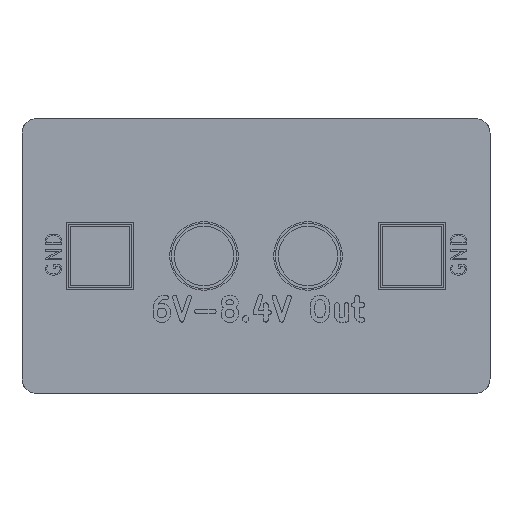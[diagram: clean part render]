
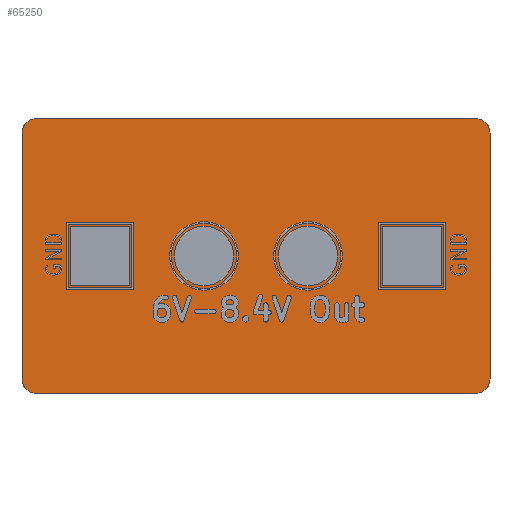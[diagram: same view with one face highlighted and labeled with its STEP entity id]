
A CAD part, top view. The second image highlights one B-rep face of the part: STEP entity #65250.
In plain terms, the highlighted planar face has unit normal (0, 0, 1).
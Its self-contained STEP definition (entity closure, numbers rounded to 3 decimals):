
#65250 = ADVANCED_FACE('',(#65251,#65385,#65419,#65453,#65464),#65475,
  .T.);
#65251 = FACE_BOUND('',#65252,.F.);
#65252 = EDGE_LOOP('',(#65253,#65264,#65272,#65280,#65288,#65297,#65305,
    #65313,#65321,#65330,#65338,#65346,#65354,#65363,#65371,#65379));
#65253 = ORIENTED_EDGE('',*,*,#65254,.T.);
#65254 = EDGE_CURVE('',#65255,#65257,#65259,.T.);
#65255 = VERTEX_POINT('',#65256);
#65256 = CARTESIAN_POINT('',(134.252,-91.652,0.96));
#65257 = VERTEX_POINT('',#65258);
#65258 = CARTESIAN_POINT('',(135.152,-90.752,0.96));
#65259 = CIRCLE('',#65260,1.002);
#65260 = AXIS2_PLACEMENT_3D('',#65261,#65262,#65263);
#65261 = CARTESIAN_POINT('',(135.25,-91.75,0.96));
#65262 = DIRECTION('',(0.,0.,-1.));
#65263 = DIRECTION('',(-0.995,0.098,0.));
#65264 = ORIENTED_EDGE('',*,*,#65265,.T.);
#65265 = EDGE_CURVE('',#65257,#65266,#65268,.T.);
#65266 = VERTEX_POINT('',#65267);
#65267 = CARTESIAN_POINT('',(135.25,-90.75,0.96));
#65268 = LINE('',#65269,#65270);
#65269 = CARTESIAN_POINT('',(135.152,-90.752,0.96));
#65270 = VECTOR('',#65271,1.);
#65271 = DIRECTION('',(1.,0.024,0.));
#65272 = ORIENTED_EDGE('',*,*,#65273,.T.);
#65273 = EDGE_CURVE('',#65266,#65274,#65276,.T.);
#65274 = VERTEX_POINT('',#65275);
#65275 = CARTESIAN_POINT('',(164.75,-90.75,0.96));
#65276 = LINE('',#65277,#65278);
#65277 = CARTESIAN_POINT('',(135.25,-90.75,0.96));
#65278 = VECTOR('',#65279,1.);
#65279 = DIRECTION('',(1.,0.,0.));
#65280 = ORIENTED_EDGE('',*,*,#65281,.T.);
#65281 = EDGE_CURVE('',#65274,#65282,#65284,.T.);
#65282 = VERTEX_POINT('',#65283);
#65283 = CARTESIAN_POINT('',(164.848,-90.752,0.96));
#65284 = LINE('',#65285,#65286);
#65285 = CARTESIAN_POINT('',(164.75,-90.75,0.96));
#65286 = VECTOR('',#65287,1.);
#65287 = DIRECTION('',(1.,-0.024,0.));
#65288 = ORIENTED_EDGE('',*,*,#65289,.T.);
#65289 = EDGE_CURVE('',#65282,#65290,#65292,.T.);
#65290 = VERTEX_POINT('',#65291);
#65291 = CARTESIAN_POINT('',(165.748,-91.652,0.96));
#65292 = CIRCLE('',#65293,1.002);
#65293 = AXIS2_PLACEMENT_3D('',#65294,#65295,#65296);
#65294 = CARTESIAN_POINT('',(164.75,-91.75,0.96));
#65295 = DIRECTION('',(0.,0.,-1.));
#65296 = DIRECTION('',(0.098,0.995,0.));
#65297 = ORIENTED_EDGE('',*,*,#65298,.T.);
#65298 = EDGE_CURVE('',#65290,#65299,#65301,.T.);
#65299 = VERTEX_POINT('',#65300);
#65300 = CARTESIAN_POINT('',(165.75,-91.75,0.96));
#65301 = LINE('',#65302,#65303);
#65302 = CARTESIAN_POINT('',(165.748,-91.652,0.96));
#65303 = VECTOR('',#65304,1.);
#65304 = DIRECTION('',(0.024,-1.,0.));
#65305 = ORIENTED_EDGE('',*,*,#65306,.T.);
#65306 = EDGE_CURVE('',#65299,#65307,#65309,.T.);
#65307 = VERTEX_POINT('',#65308);
#65308 = CARTESIAN_POINT('',(165.75,-108.25,0.96));
#65309 = LINE('',#65310,#65311);
#65310 = CARTESIAN_POINT('',(165.75,-91.75,0.96));
#65311 = VECTOR('',#65312,1.);
#65312 = DIRECTION('',(0.,-1.,0.));
#65313 = ORIENTED_EDGE('',*,*,#65314,.T.);
#65314 = EDGE_CURVE('',#65307,#65315,#65317,.T.);
#65315 = VERTEX_POINT('',#65316);
#65316 = CARTESIAN_POINT('',(165.748,-108.348,0.96));
#65317 = LINE('',#65318,#65319);
#65318 = CARTESIAN_POINT('',(165.75,-108.25,0.96));
#65319 = VECTOR('',#65320,1.);
#65320 = DIRECTION('',(-0.024,-1.,0.));
#65321 = ORIENTED_EDGE('',*,*,#65322,.T.);
#65322 = EDGE_CURVE('',#65315,#65323,#65325,.T.);
#65323 = VERTEX_POINT('',#65324);
#65324 = CARTESIAN_POINT('',(164.848,-109.248,0.96));
#65325 = CIRCLE('',#65326,1.002);
#65326 = AXIS2_PLACEMENT_3D('',#65327,#65328,#65329);
#65327 = CARTESIAN_POINT('',(164.75,-108.25,0.96));
#65328 = DIRECTION('',(0.,0.,-1.));
#65329 = DIRECTION('',(0.995,-0.098,0.));
#65330 = ORIENTED_EDGE('',*,*,#65331,.T.);
#65331 = EDGE_CURVE('',#65323,#65332,#65334,.T.);
#65332 = VERTEX_POINT('',#65333);
#65333 = CARTESIAN_POINT('',(164.75,-109.25,0.96));
#65334 = LINE('',#65335,#65336);
#65335 = CARTESIAN_POINT('',(164.848,-109.248,0.96));
#65336 = VECTOR('',#65337,1.);
#65337 = DIRECTION('',(-1.,-0.024,0.));
#65338 = ORIENTED_EDGE('',*,*,#65339,.T.);
#65339 = EDGE_CURVE('',#65332,#65340,#65342,.T.);
#65340 = VERTEX_POINT('',#65341);
#65341 = CARTESIAN_POINT('',(135.25,-109.25,0.96));
#65342 = LINE('',#65343,#65344);
#65343 = CARTESIAN_POINT('',(164.75,-109.25,0.96));
#65344 = VECTOR('',#65345,1.);
#65345 = DIRECTION('',(-1.,0.,0.));
#65346 = ORIENTED_EDGE('',*,*,#65347,.T.);
#65347 = EDGE_CURVE('',#65340,#65348,#65350,.T.);
#65348 = VERTEX_POINT('',#65349);
#65349 = CARTESIAN_POINT('',(135.152,-109.248,0.96));
#65350 = LINE('',#65351,#65352);
#65351 = CARTESIAN_POINT('',(135.25,-109.25,0.96));
#65352 = VECTOR('',#65353,1.);
#65353 = DIRECTION('',(-1.,0.024,0.));
#65354 = ORIENTED_EDGE('',*,*,#65355,.T.);
#65355 = EDGE_CURVE('',#65348,#65356,#65358,.T.);
#65356 = VERTEX_POINT('',#65357);
#65357 = CARTESIAN_POINT('',(134.252,-108.348,0.96));
#65358 = CIRCLE('',#65359,1.002);
#65359 = AXIS2_PLACEMENT_3D('',#65360,#65361,#65362);
#65360 = CARTESIAN_POINT('',(135.25,-108.25,0.96));
#65361 = DIRECTION('',(0.,0.,-1.));
#65362 = DIRECTION('',(-0.098,-0.995,-0.));
#65363 = ORIENTED_EDGE('',*,*,#65364,.T.);
#65364 = EDGE_CURVE('',#65356,#65365,#65367,.T.);
#65365 = VERTEX_POINT('',#65366);
#65366 = CARTESIAN_POINT('',(134.25,-108.25,0.96));
#65367 = LINE('',#65368,#65369);
#65368 = CARTESIAN_POINT('',(134.252,-108.348,0.96));
#65369 = VECTOR('',#65370,1.);
#65370 = DIRECTION('',(-0.024,1.,0.));
#65371 = ORIENTED_EDGE('',*,*,#65372,.T.);
#65372 = EDGE_CURVE('',#65365,#65373,#65375,.T.);
#65373 = VERTEX_POINT('',#65374);
#65374 = CARTESIAN_POINT('',(134.25,-91.75,0.96));
#65375 = LINE('',#65376,#65377);
#65376 = CARTESIAN_POINT('',(134.25,-108.25,0.96));
#65377 = VECTOR('',#65378,1.);
#65378 = DIRECTION('',(0.,1.,0.));
#65379 = ORIENTED_EDGE('',*,*,#65380,.T.);
#65380 = EDGE_CURVE('',#65373,#65255,#65381,.T.);
#65381 = LINE('',#65382,#65383);
#65382 = CARTESIAN_POINT('',(134.25,-91.75,0.96));
#65383 = VECTOR('',#65384,1.);
#65384 = DIRECTION('',(0.024,1.,0.));
#65385 = FACE_BOUND('',#65386,.F.);
#65386 = EDGE_LOOP('',(#65387,#65397,#65405,#65413));
#65387 = ORIENTED_EDGE('',*,*,#65388,.T.);
#65388 = EDGE_CURVE('',#65389,#65391,#65393,.T.);
#65389 = VERTEX_POINT('',#65390);
#65390 = CARTESIAN_POINT('',(141.5,-102.,0.96));
#65391 = VERTEX_POINT('',#65392);
#65392 = CARTESIAN_POINT('',(141.5,-98.,0.96));
#65393 = LINE('',#65394,#65395);
#65394 = CARTESIAN_POINT('',(141.5,-102.,0.96));
#65395 = VECTOR('',#65396,1.);
#65396 = DIRECTION('',(0.,1.,0.));
#65397 = ORIENTED_EDGE('',*,*,#65398,.T.);
#65398 = EDGE_CURVE('',#65391,#65399,#65401,.T.);
#65399 = VERTEX_POINT('',#65400);
#65400 = CARTESIAN_POINT('',(137.5,-98.,0.96));
#65401 = LINE('',#65402,#65403);
#65402 = CARTESIAN_POINT('',(141.5,-98.,0.96));
#65403 = VECTOR('',#65404,1.);
#65404 = DIRECTION('',(-1.,0.,0.));
#65405 = ORIENTED_EDGE('',*,*,#65406,.T.);
#65406 = EDGE_CURVE('',#65399,#65407,#65409,.T.);
#65407 = VERTEX_POINT('',#65408);
#65408 = CARTESIAN_POINT('',(137.5,-102.,0.96));
#65409 = LINE('',#65410,#65411);
#65410 = CARTESIAN_POINT('',(137.5,-98.,0.96));
#65411 = VECTOR('',#65412,1.);
#65412 = DIRECTION('',(0.,-1.,0.));
#65413 = ORIENTED_EDGE('',*,*,#65414,.T.);
#65414 = EDGE_CURVE('',#65407,#65389,#65415,.T.);
#65415 = LINE('',#65416,#65417);
#65416 = CARTESIAN_POINT('',(137.5,-102.,0.96));
#65417 = VECTOR('',#65418,1.);
#65418 = DIRECTION('',(1.,0.,0.));
#65419 = FACE_BOUND('',#65420,.F.);
#65420 = EDGE_LOOP('',(#65421,#65431,#65439,#65447));
#65421 = ORIENTED_EDGE('',*,*,#65422,.T.);
#65422 = EDGE_CURVE('',#65423,#65425,#65427,.T.);
#65423 = VERTEX_POINT('',#65424);
#65424 = CARTESIAN_POINT('',(162.5,-102.,0.96));
#65425 = VERTEX_POINT('',#65426);
#65426 = CARTESIAN_POINT('',(162.5,-98.,0.96));
#65427 = LINE('',#65428,#65429);
#65428 = CARTESIAN_POINT('',(162.5,-102.,0.96));
#65429 = VECTOR('',#65430,1.);
#65430 = DIRECTION('',(0.,1.,0.));
#65431 = ORIENTED_EDGE('',*,*,#65432,.T.);
#65432 = EDGE_CURVE('',#65425,#65433,#65435,.T.);
#65433 = VERTEX_POINT('',#65434);
#65434 = CARTESIAN_POINT('',(158.5,-98.,0.96));
#65435 = LINE('',#65436,#65437);
#65436 = CARTESIAN_POINT('',(162.5,-98.,0.96));
#65437 = VECTOR('',#65438,1.);
#65438 = DIRECTION('',(-1.,0.,0.));
#65439 = ORIENTED_EDGE('',*,*,#65440,.T.);
#65440 = EDGE_CURVE('',#65433,#65441,#65443,.T.);
#65441 = VERTEX_POINT('',#65442);
#65442 = CARTESIAN_POINT('',(158.5,-102.,0.96));
#65443 = LINE('',#65444,#65445);
#65444 = CARTESIAN_POINT('',(158.5,-98.,0.96));
#65445 = VECTOR('',#65446,1.);
#65446 = DIRECTION('',(0.,-1.,0.));
#65447 = ORIENTED_EDGE('',*,*,#65448,.T.);
#65448 = EDGE_CURVE('',#65441,#65423,#65449,.T.);
#65449 = LINE('',#65450,#65451);
#65450 = CARTESIAN_POINT('',(158.5,-102.,0.96));
#65451 = VECTOR('',#65452,1.);
#65452 = DIRECTION('',(1.,0.,0.));
#65453 = FACE_BOUND('',#65454,.F.);
#65454 = EDGE_LOOP('',(#65455));
#65455 = ORIENTED_EDGE('',*,*,#65456,.T.);
#65456 = EDGE_CURVE('',#65457,#65457,#65459,.T.);
#65457 = VERTEX_POINT('',#65458);
#65458 = CARTESIAN_POINT('',(148.5,-100.,0.96));
#65459 = CIRCLE('',#65460,2.);
#65460 = AXIS2_PLACEMENT_3D('',#65461,#65462,#65463);
#65461 = CARTESIAN_POINT('',(146.5,-100.,0.96));
#65462 = DIRECTION('',(0.,0.,1.));
#65463 = DIRECTION('',(1.,0.,-0.));
#65464 = FACE_BOUND('',#65465,.F.);
#65465 = EDGE_LOOP('',(#65466));
#65466 = ORIENTED_EDGE('',*,*,#65467,.T.);
#65467 = EDGE_CURVE('',#65468,#65468,#65470,.T.);
#65468 = VERTEX_POINT('',#65469);
#65469 = CARTESIAN_POINT('',(155.5,-100.,0.96));
#65470 = CIRCLE('',#65471,2.);
#65471 = AXIS2_PLACEMENT_3D('',#65472,#65473,#65474);
#65472 = CARTESIAN_POINT('',(153.5,-100.,0.96));
#65473 = DIRECTION('',(0.,0.,1.));
#65474 = DIRECTION('',(1.,0.,-0.));
#65475 = PLANE('',#65476);
#65476 = AXIS2_PLACEMENT_3D('',#65477,#65478,#65479);
#65477 = CARTESIAN_POINT('',(0.,0.,0.96));
#65478 = DIRECTION('',(0.,0.,1.));
#65479 = DIRECTION('',(1.,0.,-0.));
